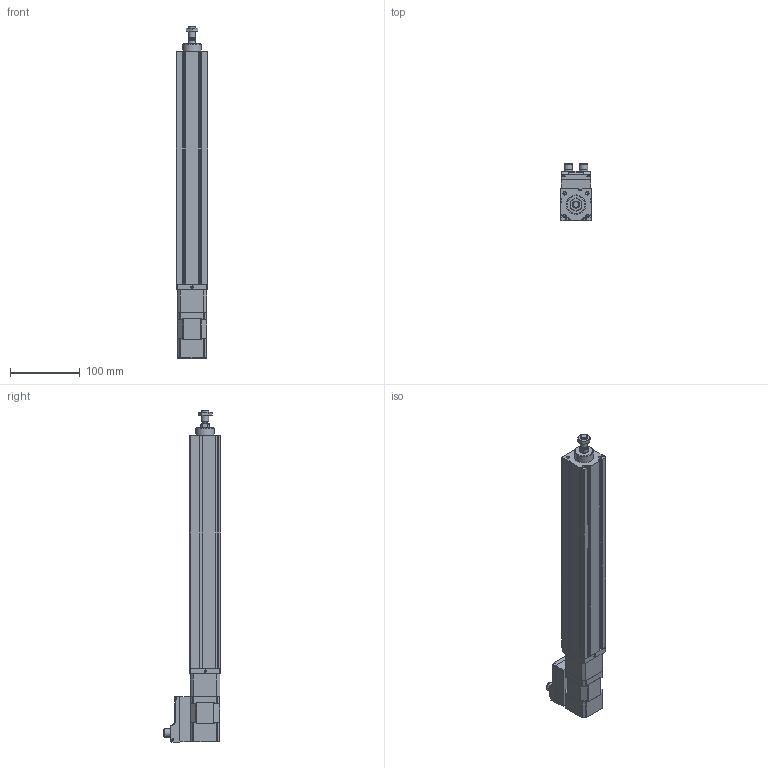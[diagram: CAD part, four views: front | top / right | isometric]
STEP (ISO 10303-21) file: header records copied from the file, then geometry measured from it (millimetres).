
FILE_DESCRIPTION(/* description */ ('STEP AP214'),/* implementation_level */ '2;1');
FILE_NAME(/* name */ '8118285_EPCS-BS-45-250-10P-A-ST-M-H1-PLK-AA',/* time_stamp */ '2024-08-28T04:57:26+02:00',/* author */ ('License CC BY-ND 4.0'),/* organization */ ('CADENAS'),/* preprocessor_version */ 'ST-DEVELOPER v19.3',/* originating_system */ 'PARTsolutions',/* authorisation */ ' ');
FILE_SCHEMA (('AUTOMOTIVE_DESIGN {1 0 10303 214 3 1 1}'));
Length unit declared in the file: millimetre
Products named in the file (15): 8118285 EPCS-BS-45-250-10P-A-ST-M-H1-PLK-AA---(0_high); 5428878 EPCC-BS-45-250---(mechanical highh); 5428878 EPCC-BS-45-250---(mechanical highp); DIN-439-B - M10x1.25(F); 340116 G1/8-AEVU; 8141997 EAMC-15-GB8-D8x9-A; ISO 14579 M4x10(F); DIN-912 - M2.5x8(F); 4281142 EAMM-A-V32-42A---(P); ISO-4762 M3x30; 8160579 EAMC-15-GB8-D5x7; 4953161 EAMC-15-GS8; ISO-4762 M2.5x8; ISO-4026 M3x6; 8084400 EMCS-42---(high)
Assembly tree (20 placements, depth 2):
  8118285 EPCS-BS-45-250-10P-A-ST-M-H1-PLK-AA---(0_high)
    5428878 EPCC-BS-45-250---(mechanical highh)
    5428878 EPCC-BS-45-250---(mechanical highp)
    DIN-439-B - M10x1.25(F)
    340116 G1/8-AEVU
    8141997 EAMC-15-GB8-D8x9-A
    ISO 14579 M4x10(F)
    DIN-912 - M2.5x8(F)
    4281142 EAMM-A-V32-42A---(P)
    ISO-4762 M3x30  x4
    8160579 EAMC-15-GB8-D5x7
    4953161 EAMC-15-GS8
    ISO-4762 M2.5x8
    ISO-4026 M3x6  x4
    8084400 EMCS-42---(high)
Bounding box: 45 x 82.65 x 475.4 mm (x, y, z)
Volume: 856838.7 mm3; surface area: 196331.1 mm2
Topology: 20 solids, 20 shells, 1055 faces, 2547 edges, 1617 vertices
Faces by surface type: plane 479, cylinder 367, cone 184, torus 25
Full cylindrical faces by diameter (mm): 0.8 x8, 1.5 x4, 1.8 x1, 2.013 x3, 2.459 x8, 2.5 x3, 3 x13, 3.242 x1, 3.4 x4, 3.5 x4, 4 x1, 4.134 x4, 4.4 x4, 4.5 x2, 4.7 x4, 5 x1, 5.5 x4, 6 x4, 6.2 x2, 6.63 x2, 7 x1, 8 x3, 8.3 x1, 8.566 x1, 8.647 x1, 9.02 x2, 10 x1, 10.3 x1, 10.7 x2, 12 x3
Entity records: 28945 total; most frequent: CARTESIAN_POINT 4847, DIRECTION 4528, ORIENTED_EDGE 3956, EDGE_CURVE 1978, AXIS2_PLACEMENT_3D 1764, VERTEX_POINT 1405, FACE_BOUND 1225, EDGE_LOOP 1206
